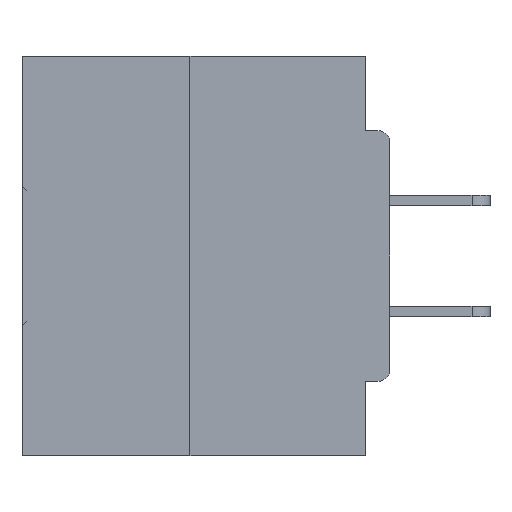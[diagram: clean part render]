
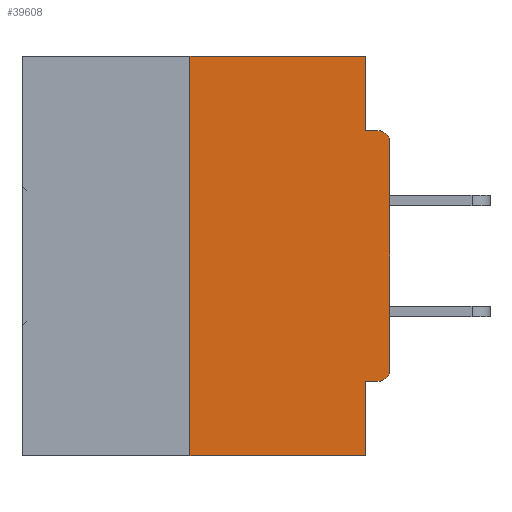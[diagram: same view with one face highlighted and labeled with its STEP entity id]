
A CAD part, left-side view. The second image highlights one B-rep face of the part: STEP entity #39608.
In plain terms, the highlighted planar face has unit normal (-1, 0, 0).
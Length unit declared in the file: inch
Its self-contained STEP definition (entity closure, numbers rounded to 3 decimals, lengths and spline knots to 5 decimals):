
#351 = DIRECTION ( 'NONE',  ( 0., -1., 0. ) ) ;
#402 = VECTOR ( 'NONE', #11374, 39.37008 ) ;
#625 = EDGE_CURVE ( 'NONE', #41719, #24087, #45038, .T. ) ;
#762 = CARTESIAN_POINT ( 'NONE',  ( 0., 0.031, 0. ) ) ;
#1563 = CARTESIAN_POINT ( 'NONE',  ( 0., 0., -0.3915 ) ) ;
#1754 = ORIENTED_EDGE ( 'NONE', *, *, #625, .F. ) ;
#2123 = VERTEX_POINT ( 'NONE', #18322 ) ;
#2456 = ORIENTED_EDGE ( 'NONE', *, *, #41799, .F. ) ;
#2897 = CARTESIAN_POINT ( 'NONE',  ( 0., 0.25, -0.5 ) ) ;
#3260 = CARTESIAN_POINT ( 'NONE',  ( 0., 0., -0.0935 ) ) ;
#4089 = DIRECTION ( 'NONE',  ( 0., 0., 1. ) ) ;
#6018 = AXIS2_PLACEMENT_3D ( 'NONE', #12160, #8641, #19106 ) ;
#6127 = CARTESIAN_POINT ( 'NONE',  ( 0., 0.46, 0. ) ) ;
#6349 = VERTEX_POINT ( 'NONE', #1563 ) ;
#6415 = LINE ( 'NONE', #38257, #28997 ) ;
#6734 = VECTOR ( 'NONE', #351, 39.37008 ) ;
#6768 = VECTOR ( 'NONE', #28844, 39.37008 ) ;
#7825 = ORIENTED_EDGE ( 'NONE', *, *, #36231, .T. ) ;
#8641 = DIRECTION ( 'NONE',  ( -1., 0., 0. ) ) ;
#9451 = CIRCLE ( 'NONE', #6018, 0.015 ) ;
#9470 = DIRECTION ( 'NONE',  ( -1., 0., 0. ) ) ;
#9687 = PLANE ( 'NONE',  #13515 ) ;
#11374 = DIRECTION ( 'NONE',  ( 0., 0., -1. ) ) ;
#11986 = EDGE_CURVE ( 'NONE', #6349, #2123, #29647, .T. ) ;
#12160 = CARTESIAN_POINT ( 'NONE',  ( 0., 0.015, -0.1085 ) ) ;
#12222 = DIRECTION ( 'NONE',  ( 0., 0., 1. ) ) ;
#13141 = CARTESIAN_POINT ( 'NONE',  ( 0., 0.031, -0.4065 ) ) ;
#13421 = CARTESIAN_POINT ( 'NONE',  ( 0., 0.015, -0.3915 ) ) ;
#13515 = AXIS2_PLACEMENT_3D ( 'NONE', #6127, #34260, #33948 ) ;
#16100 = LINE ( 'NONE', #32146, #6734 ) ;
#17114 = VERTEX_POINT ( 'NONE', #36859 ) ;
#18322 = CARTESIAN_POINT ( 'NONE',  ( 0., 0., -0.1085 ) ) ;
#19106 = DIRECTION ( 'NONE',  ( 0., 0., -1. ) ) ;
#20164 = ORIENTED_EDGE ( 'NONE', *, *, #34650, .F. ) ;
#20628 = CARTESIAN_POINT ( 'NONE',  ( 0., 0.031, -0.0935 ) ) ;
#20931 = ORIENTED_EDGE ( 'NONE', *, *, #11986, .T. ) ;
#20939 = EDGE_CURVE ( 'NONE', #36760, #28435, #26966, .T. ) ;
#22290 = VECTOR ( 'NONE', #4089, 39.37008 ) ;
#22436 = LINE ( 'NONE', #762, #402 ) ;
#23451 = ORIENTED_EDGE ( 'NONE', *, *, #20939, .F. ) ;
#23452 = CIRCLE ( 'NONE', #28633, 0.015 ) ;
#23643 = VERTEX_POINT ( 'NONE', #45521 ) ;
#23648 = CARTESIAN_POINT ( 'NONE',  ( 0., 0.46, 0. ) ) ;
#24087 = VERTEX_POINT ( 'NONE', #38742 ) ;
#24133 = VECTOR ( 'NONE', #30564, 39.37008 ) ;
#24948 = ORIENTED_EDGE ( 'NONE', *, *, #42139, .T. ) ;
#25513 = LINE ( 'NONE', #45146, #6768 ) ;
#25638 = EDGE_LOOP ( 'NONE', ( #1754, #31708, #40986, #20164, #38700, #24948, #20931, #7825, #23451, #2456 ) ) ;
#26270 = EDGE_CURVE ( 'NONE', #29875, #41719, #43728, .T. ) ;
#26966 = LINE ( 'NONE', #3260, #44585 ) ;
#27648 = DIRECTION ( 'NONE',  ( 0., 1., 0. ) ) ;
#28435 = VERTEX_POINT ( 'NONE', #38632 ) ;
#28633 = AXIS2_PLACEMENT_3D ( 'NONE', #13421, #9470, #45435 ) ;
#28844 = DIRECTION ( 'NONE',  ( 0., 0., -1. ) ) ;
#28854 = CARTESIAN_POINT ( 'NONE',  ( 0., 0.25, 0. ) ) ;
#28997 = VECTOR ( 'NONE', #27648, 39.37008 ) ;
#29647 = LINE ( 'NONE', #36685, #44508 ) ;
#29875 = VERTEX_POINT ( 'NONE', #2897 ) ;
#30564 = DIRECTION ( 'NONE',  ( 0., -1., 0. ) ) ;
#31708 = ORIENTED_EDGE ( 'NONE', *, *, #26270, .F. ) ;
#32146 = CARTESIAN_POINT ( 'NONE',  ( 0., 0.46, -0.5 ) ) ;
#32530 = FACE_OUTER_BOUND ( 'NONE', #25638, .T. ) ;
#33948 = DIRECTION ( 'NONE',  ( 0., 0., -1. ) ) ;
#34260 = DIRECTION ( 'NONE',  ( 1., 0., 0. ) ) ;
#34650 = EDGE_CURVE ( 'NONE', #38772, #23643, #25513, .T. ) ;
#34893 = DIRECTION ( 'NONE',  ( 0., -1., 0. ) ) ;
#36231 = EDGE_CURVE ( 'NONE', #2123, #28435, #9451, .T. ) ;
#36685 = CARTESIAN_POINT ( 'NONE',  ( 0., 0., 0. ) ) ;
#36760 = VERTEX_POINT ( 'NONE', #20628 ) ;
#36859 = CARTESIAN_POINT ( 'NONE',  ( 0., 0.015, -0.4065 ) ) ;
#38257 = CARTESIAN_POINT ( 'NONE',  ( 0., 0., -0.4065 ) ) ;
#38601 = EDGE_CURVE ( 'NONE', #17114, #38772, #6415, .T. ) ;
#38632 = CARTESIAN_POINT ( 'NONE',  ( 0., 0.015, -0.0935 ) ) ;
#38700 = ORIENTED_EDGE ( 'NONE', *, *, #38601, .F. ) ;
#38742 = CARTESIAN_POINT ( 'NONE',  ( 0., 0.031, 0. ) ) ;
#38772 = VERTEX_POINT ( 'NONE', #13141 ) ;
#39608 = ADVANCED_FACE ( 'NONE', ( #32530 ), #9687, .F. ) ;
#40986 = ORIENTED_EDGE ( 'NONE', *, *, #44783, .T. ) ;
#41719 = VERTEX_POINT ( 'NONE', #42690 ) ;
#41799 = EDGE_CURVE ( 'NONE', #24087, #36760, #22436, .T. ) ;
#42139 = EDGE_CURVE ( 'NONE', #17114, #6349, #23452, .T. ) ;
#42690 = CARTESIAN_POINT ( 'NONE',  ( 0., 0.25, 0. ) ) ;
#43728 = LINE ( 'NONE', #28854, #22290 ) ;
#44508 = VECTOR ( 'NONE', #12222, 39.37008 ) ;
#44585 = VECTOR ( 'NONE', #34893, 39.37008 ) ;
#44783 = EDGE_CURVE ( 'NONE', #29875, #23643, #16100, .T. ) ;
#45038 = LINE ( 'NONE', #23648, #24133 ) ;
#45146 = CARTESIAN_POINT ( 'NONE',  ( 0., 0.031, -0.5 ) ) ;
#45435 = DIRECTION ( 'NONE',  ( 0., 0., -1. ) ) ;
#45521 = CARTESIAN_POINT ( 'NONE',  ( 0., 0.031, -0.5 ) ) ;
